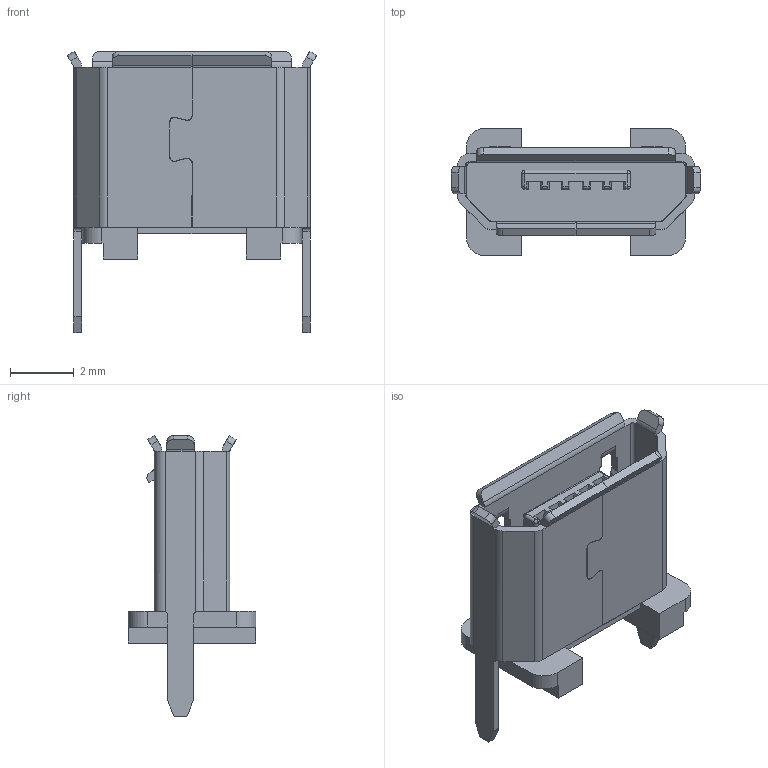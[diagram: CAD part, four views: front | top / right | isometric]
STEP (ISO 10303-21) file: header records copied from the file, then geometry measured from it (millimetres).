
FILE_DESCRIPTION( ( '' ), ' ' );
FILE_NAME( '59fb06df7c30550f326380f2.step', '2017-11-02T11:52:00', ( '' ), ( '' ), ' ', ' ', ' ' );
FILE_SCHEMA( ( 'AUTOMOTIVE_DESIGN { 1 0 10303 214 1 1 1 1 }' ) );
Length unit declared in the file: metre
Products named in the file (2): Open CASCADE STEP translator 6.8 2; Open CASCADE STEP translator 6.8 1
Bounding box: 7.8 x 4 x 8.8 mm (x, y, z)
Volume: 57.2 mm3; surface area: 331 mm2
Topology: 2 solids, 2 shells, 447 faces, 1262 edges, 816 vertices
Faces by surface type: plane 341, cylinder 102, sphere 4
Entity records: 24187 total; most frequent: CARTESIAN_POINT 2598, ORIENTED_EDGE 2516, DIRECTION 2330, STYLED_ITEM 1705, PRESENTATION_STYLE_ASSIGNMENT 1705, COLOUR_RGB 1705, EDGE_CURVE 1258, CURVE_STYLE 1258
